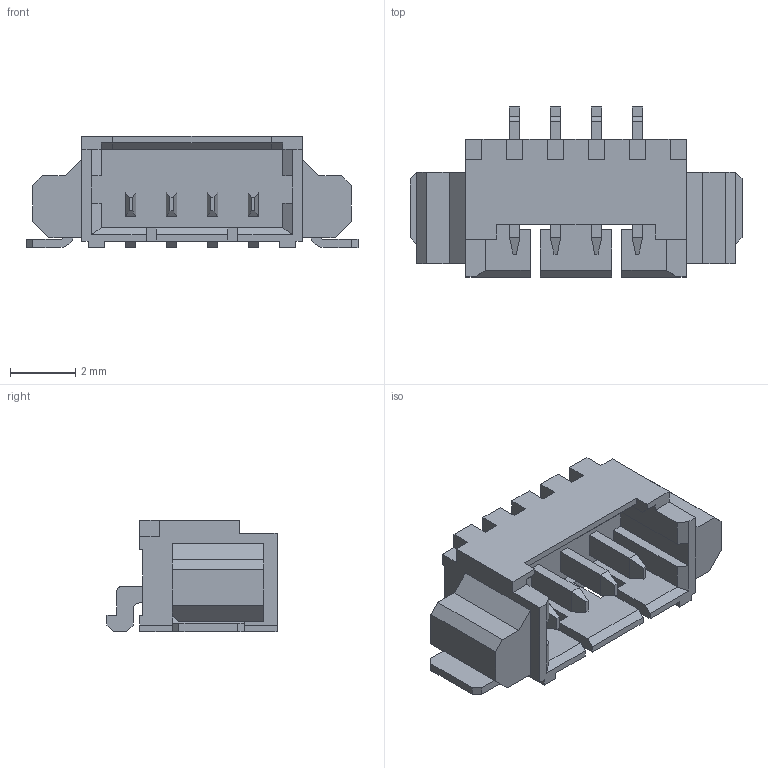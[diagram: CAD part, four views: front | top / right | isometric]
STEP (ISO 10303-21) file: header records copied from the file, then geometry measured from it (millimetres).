
FILE_DESCRIPTION(/* description */ (''),/* implementation_level */ '2;1');
FILE_NAME(/* name */ '532610471.step',/* time_stamp */ '2023-06-23T07:52:50-04:00',/* author */ (''),/* organization */ (''),/* preprocessor_version */ 'ST-DEVELOPER v19.2',/* originating_system */ 'Autodesk Translation Framework v12.6.0.85',/* authorisation */ '');
FILE_SCHEMA (('AUTOMOTIVE_DESIGN { 1 0 10303 214 3 1 1 }'));
Length unit declared in the file: millimetre
Products named in the file (1): 532610471
Bounding box: 10.15 x 5.2 x 3.4 mm (x, y, z)
Volume: 62.1 mm3; surface area: 248.1 mm2
Topology: 1 solids, 1 shells, 268 faces, 755 edges, 492 vertices
Faces by surface type: plane 252, cylinder 16
Entity records: 8644 total; most frequent: CARTESIAN_POINT 1516, ORIENTED_EDGE 1510, DIRECTION 1327, EDGE_CURVE 755, LINE 721, VECTOR 721, VERTEX_POINT 492, AXIS2_PLACEMENT_3D 303
